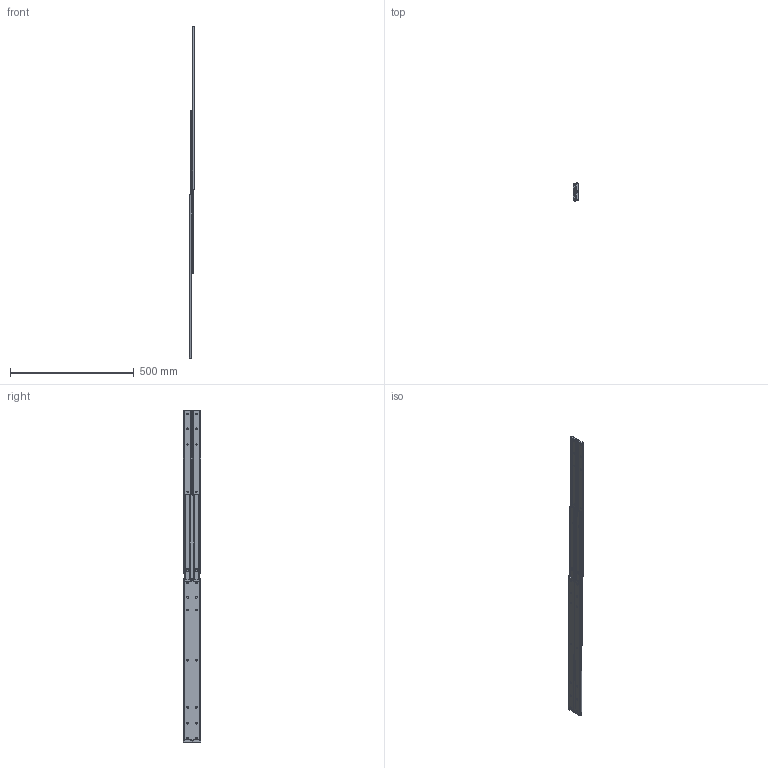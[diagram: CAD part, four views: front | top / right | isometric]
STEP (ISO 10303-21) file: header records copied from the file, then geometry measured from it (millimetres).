
FILE_DESCRIPTION (( 'STEP AP203' ), '1' );
FILE_NAME ('3551-26.step', '2021-03-05T04:47:40', ( '' ), ( '' ), 'SwSTEP 2.0', 'SolidWorks 2019', '' );
FILE_SCHEMA (( 'CONFIG_CONTROL_DESIGN' ));
Length unit declared in the file: millimetre
Products named in the file (5): IM-26継板; OM-26継板 ; IM-3551-26 ; 3551-26; OM-3551-26 
Assembly tree (11 placements, depth 2):
  3551-26
    OM-3551-26   x4
    OM-26継板   x2
    IM-3551-26   x4
    IM-26継板
Bounding box: 23.8 x 71.4 x 1342.1 mm (x, y, z)
Volume: 508328.9 mm3; surface area: 671913.8 mm2
Topology: 11 solids, 11 shells, 596 faces, 1714 edges, 1140 vertices
Faces by surface type: cylinder 326, plane 270
Entity records: 7793 total; most frequent: CARTESIAN_POINT 1382, DIRECTION 1238, ORIENTED_EDGE 1172, EDGE_CURVE 586, AXIS2_PLACEMENT_3D 450, VERTEX_POINT 390, LINE 338, VECTOR 338
